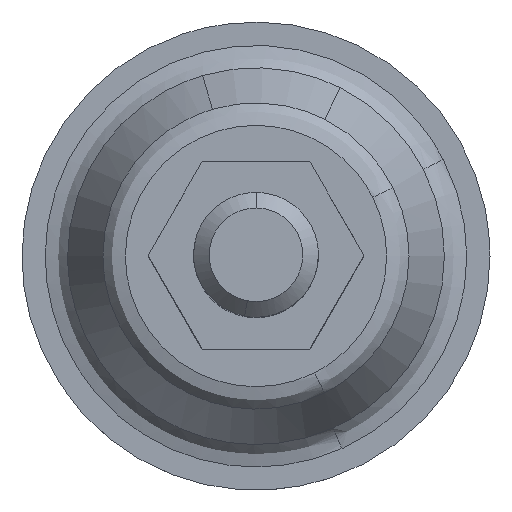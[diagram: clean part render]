
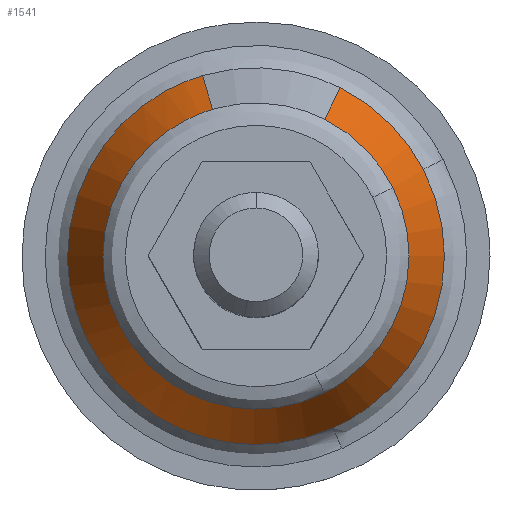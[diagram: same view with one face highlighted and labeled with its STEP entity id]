
A CAD part, top view. The second image highlights one B-rep face of the part: STEP entity #1541.
In plain terms, the highlighted free-form (B-spline) face has degree [2, 1] with [9, 2] control points.
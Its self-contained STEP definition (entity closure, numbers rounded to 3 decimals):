
#1345=CARTESIAN_POINT('',(10.92,21.806,16.051));
#1346=CARTESIAN_POINT('',(20.379,17.069,16.051));
#1347=CARTESIAN_POINT('',(23.383,6.926,16.051));
#1348=CARTESIAN_POINT('',(30.31,-16.457,16.051));
#1349=CARTESIAN_POINT('',(6.926,-23.383,16.051));
#1350=CARTESIAN_POINT('',(-16.457,-30.31,16.051));
#1351=CARTESIAN_POINT('',(-23.383,-6.926,16.051));
#1352=CARTESIAN_POINT('',(-30.31,16.457,16.051));
#1353=CARTESIAN_POINT('',(-6.926,23.383,16.051));
#1354=CARTESIAN_POINT('',(13.583,27.122,3.942));
#1355=CARTESIAN_POINT('',(25.347,21.231,3.942));
#1356=CARTESIAN_POINT('',(29.084,8.615,3.942));
#1357=CARTESIAN_POINT('',(37.699,-20.469,3.942));
#1358=CARTESIAN_POINT('',(8.615,-29.084,3.942));
#1359=CARTESIAN_POINT('',(-20.469,-37.699,3.942));
#1360=CARTESIAN_POINT('',(-29.084,-8.615,3.942));
#1361=CARTESIAN_POINT('',(-37.699,20.469,3.942));
#1362=CARTESIAN_POINT('',(-8.615,29.084,3.942));
#1370=(BOUNDED_SURFACE()B_SPLINE_SURFACE(2,1,((#1345,#1354),(#1346,#1355),(#1347,#1356),(#1348,#1357),(#1349,#1358),(#1350,#1359),(#1351,#1360),(#1352,#1361),(#1353,#1362)),.UNSPECIFIED.,.F.,.F.,.U.)B_SPLINE_SURFACE_WITH_KNOTS((3,2,2,2,3),(2,2),(0.0,26.134,76.392,126.65,176.909),(0.0,13.49),.UNSPECIFIED.)GEOMETRIC_REPRESENTATION_ITEM()RATIONAL_B_SPLINE_SURFACE(((0.854,0.854),(0.848,0.848),(1.0,1.0),(0.707,0.707),(1.0,1.0),(0.707,0.707),(1.0,1.0),(0.707,0.707),(1.0,1.0)))REPRESENTATION_ITEM('')SURFACE());
#1371=CARTESIAN_POINT('',(13.518,26.993,4.237));
#1372=VERTEX_POINT('',#1371);
#1373=CARTESIAN_POINT('',(26.811,13.874,4.237));
#1374=VERTEX_POINT('',#1373);
#1375=CARTESIAN_POINT('',(13.518,26.993,4.237));
#1376=CARTESIAN_POINT('',(22.298,22.596,4.237));
#1377=CARTESIAN_POINT('',(26.811,13.874,4.237));
#1385=(BOUNDED_CURVE()B_SPLINE_CURVE(2,(#1375,#1376,#1377),.UNSPECIFIED.,.F.,.U.)B_SPLINE_CURVE_WITH_KNOTS((3,3),(0.326,0.422),.UNSPECIFIED.)CURVE()GEOMETRIC_REPRESENTATION_ITEM()RATIONAL_B_SPLINE_CURVE((0.876,0.832,0.874))REPRESENTATION_ITEM(''));
#1386=EDGE_CURVE('',#1372,#1374,#1385,.T.);
#1387=ORIENTED_EDGE('',*,*,#1386,.F.);
#1388=CARTESIAN_POINT('',(10.984,21.933,15.763));
#1389=VERTEX_POINT('',#1388);
#1390=CARTESIAN_POINT('',(10.984,21.933,15.763));
#1391=CARTESIAN_POINT('',(13.518,26.993,4.237));
#1392=QUASI_UNIFORM_CURVE('',1,(#1390,#1391),.UNSPECIFIED.,.F.,.U.);
#1393=EDGE_CURVE('',#1389,#1372,#1392,.T.);
#1394=ORIENTED_EDGE('',*,*,#1393,.F.);
#1395=CARTESIAN_POINT('',(21.925,10.998,15.763));
#1396=VERTEX_POINT('',#1395);
#1397=CARTESIAN_POINT('',(10.984,21.933,15.763));
#1398=CARTESIAN_POINT('',(18.271,18.283,15.763));
#1399=CARTESIAN_POINT('',(21.925,10.998,15.763));
#1407=(BOUNDED_CURVE()B_SPLINE_CURVE(2,(#1397,#1398,#1399),.UNSPECIFIED.,.F.,.U.)B_SPLINE_CURVE_WITH_KNOTS((3,3),(0.326,0.424),.UNSPECIFIED.)CURVE()GEOMETRIC_REPRESENTATION_ITEM()RATIONAL_B_SPLINE_CURVE((0.876,0.831,0.876))REPRESENTATION_ITEM(''));
#1408=EDGE_CURVE('',#1389,#1396,#1407,.T.);
#1409=ORIENTED_EDGE('',*,*,#1408,.T.);
#1410=CARTESIAN_POINT('',(24.529,0.0,15.763));
#1411=VERTEX_POINT('',#1410);
#1412=CARTESIAN_POINT('',(21.925,10.998,15.763));
#1413=CARTESIAN_POINT('',(24.529,5.808,15.763));
#1414=CARTESIAN_POINT('',(24.529,0.0,15.763));
#1422=(BOUNDED_CURVE()B_SPLINE_CURVE(2,(#1412,#1413,#1414),.UNSPECIFIED.,.F.,.U.)B_SPLINE_CURVE_WITH_KNOTS((3,3),(0.424,0.5),.UNSPECIFIED.)CURVE()GEOMETRIC_REPRESENTATION_ITEM()RATIONAL_B_SPLINE_CURVE((0.876,0.911,1.0))REPRESENTATION_ITEM(''));
#1423=EDGE_CURVE('',#1396,#1411,#1422,.T.);
#1424=ORIENTED_EDGE('',*,*,#1423,.T.);
#1425=CARTESIAN_POINT('',(10.998,-21.925,15.763));
#1426=VERTEX_POINT('',#1425);
#1427=CARTESIAN_POINT('',(24.529,0.0,15.763));
#1428=CARTESIAN_POINT('',(24.529,-15.138,15.763));
#1429=CARTESIAN_POINT('',(10.998,-21.925,15.763));
#1437=(BOUNDED_CURVE()B_SPLINE_CURVE(2,(#1427,#1428,#1429),.UNSPECIFIED.,.F.,.U.)B_SPLINE_CURVE_WITH_KNOTS((3,3),(0.5,0.674),.UNSPECIFIED.)CURVE()GEOMETRIC_REPRESENTATION_ITEM()RATIONAL_B_SPLINE_CURVE((1.0,0.796,0.876))REPRESENTATION_ITEM(''));
#1438=EDGE_CURVE('',#1411,#1426,#1437,.T.);
#1439=ORIENTED_EDGE('',*,*,#1438,.T.);
#1440=CARTESIAN_POINT('',(-24.529,0.0,15.763));
#1441=VERTEX_POINT('',#1440);
#1442=CARTESIAN_POINT('',(10.998,-21.925,15.763));
#1443=CARTESIAN_POINT('',(5.808,-24.529,15.763));
#1444=CARTESIAN_POINT('',(0.0,-24.529,15.763));
#1445=CARTESIAN_POINT('',(-24.529,-24.529,15.763));
#1446=CARTESIAN_POINT('',(-24.529,0.0,15.763));
#1454=(BOUNDED_CURVE()B_SPLINE_CURVE(2,(#1442,#1443,#1444,#1445,#1446),.UNSPECIFIED.,.F.,.U.)B_SPLINE_CURVE_WITH_KNOTS((3,2,3),(0.674,0.75,1.0),.UNSPECIFIED.)CURVE()GEOMETRIC_REPRESENTATION_ITEM()RATIONAL_B_SPLINE_CURVE((0.876,0.911,1.0,0.707,1.0))REPRESENTATION_ITEM(''));
#1455=EDGE_CURVE('',#1426,#1441,#1454,.T.);
#1456=ORIENTED_EDGE('',*,*,#1455,.T.);
#1457=CARTESIAN_POINT('',(-6.967,23.519,15.763));
#1458=VERTEX_POINT('',#1457);
#1459=CARTESIAN_POINT('',(-24.529,0.0,15.763));
#1460=CARTESIAN_POINT('',(-24.529,18.317,15.763));
#1461=CARTESIAN_POINT('',(-6.967,23.519,15.763));
#1469=(BOUNDED_CURVE()B_SPLINE_CURVE(2,(#1459,#1460,#1461),.UNSPECIFIED.,.F.,.U.)B_SPLINE_CURVE_WITH_KNOTS((3,3),(0.0,0.202),.UNSPECIFIED.)CURVE()GEOMETRIC_REPRESENTATION_ITEM()RATIONAL_B_SPLINE_CURVE((1.0,0.764,0.909))REPRESENTATION_ITEM(''));
#1470=EDGE_CURVE('',#1441,#1458,#1469,.T.);
#1471=ORIENTED_EDGE('',*,*,#1470,.T.);
#1472=CARTESIAN_POINT('',(-8.574,28.945,4.237));
#1473=VERTEX_POINT('',#1472);
#1474=CARTESIAN_POINT('',(-6.967,23.519,15.763));
#1475=CARTESIAN_POINT('',(-8.574,28.945,4.237));
#1476=QUASI_UNIFORM_CURVE('',1,(#1474,#1475),.UNSPECIFIED.,.F.,.U.);
#1477=EDGE_CURVE('',#1458,#1473,#1476,.T.);
#1478=ORIENTED_EDGE('',*,*,#1477,.T.);
#1479=CARTESIAN_POINT('',(-30.188,0.0,4.237));
#1480=VERTEX_POINT('',#1479);
#1481=CARTESIAN_POINT('',(-30.188,0.0,4.237));
#1482=CARTESIAN_POINT('',(-30.188,22.543,4.237));
#1483=CARTESIAN_POINT('',(-8.574,28.945,4.237));
#1491=(BOUNDED_CURVE()B_SPLINE_CURVE(2,(#1481,#1482,#1483),.UNSPECIFIED.,.F.,.U.)B_SPLINE_CURVE_WITH_KNOTS((3,3),(0.0,0.202),.UNSPECIFIED.)CURVE()GEOMETRIC_REPRESENTATION_ITEM()RATIONAL_B_SPLINE_CURVE((1.0,0.764,0.909))REPRESENTATION_ITEM(''));
#1492=EDGE_CURVE('',#1480,#1473,#1491,.T.);
#1493=ORIENTED_EDGE('',*,*,#1492,.F.);
#1494=CARTESIAN_POINT('',(12.318,-27.561,4.237));
#1495=VERTEX_POINT('',#1494);
#1496=CARTESIAN_POINT('',(12.318,-27.561,4.237));
#1497=CARTESIAN_POINT('',(6.439,-30.188,4.237));
#1498=CARTESIAN_POINT('',(0.0,-30.188,4.237));
#1499=CARTESIAN_POINT('',(-30.188,-30.188,4.237));
#1500=CARTESIAN_POINT('',(-30.188,0.0,4.237));
#1508=(BOUNDED_CURVE()B_SPLINE_CURVE(2,(#1496,#1497,#1498,#1499,#1500),.UNSPECIFIED.,.F.,.U.)B_SPLINE_CURVE_WITH_KNOTS((3,2,3),(0.681,0.75,1.0),.UNSPECIFIED.)CURVE()GEOMETRIC_REPRESENTATION_ITEM()RATIONAL_B_SPLINE_CURVE((0.883,0.919,1.0,0.707,1.0))REPRESENTATION_ITEM(''));
#1509=EDGE_CURVE('',#1495,#1480,#1508,.T.);
#1510=ORIENTED_EDGE('',*,*,#1509,.F.);
#1511=CARTESIAN_POINT('',(30.188,0.0,4.237));
#1512=VERTEX_POINT('',#1511);
#1513=CARTESIAN_POINT('',(30.188,0.0,4.237));
#1514=CARTESIAN_POINT('',(30.188,-19.574,4.237));
#1515=CARTESIAN_POINT('',(12.318,-27.561,4.237));
#1523=(BOUNDED_CURVE()B_SPLINE_CURVE(2,(#1513,#1514,#1515),.UNSPECIFIED.,.F.,.U.)B_SPLINE_CURVE_WITH_KNOTS((3,3),(0.5,0.681),.UNSPECIFIED.)CURVE()GEOMETRIC_REPRESENTATION_ITEM()RATIONAL_B_SPLINE_CURVE((1.0,0.788,0.883))REPRESENTATION_ITEM(''));
#1524=EDGE_CURVE('',#1512,#1495,#1523,.T.);
#1525=ORIENTED_EDGE('',*,*,#1524,.F.);
#1526=CARTESIAN_POINT('',(26.811,13.874,4.237));
#1527=CARTESIAN_POINT('',(30.188,7.348,4.237));
#1528=CARTESIAN_POINT('',(30.188,0.0,4.237));
#1536=(BOUNDED_CURVE()B_SPLINE_CURVE(2,(#1526,#1527,#1528),.UNSPECIFIED.,.F.,.U.)B_SPLINE_CURVE_WITH_KNOTS((3,3),(0.422,0.5),.UNSPECIFIED.)CURVE()GEOMETRIC_REPRESENTATION_ITEM()RATIONAL_B_SPLINE_CURVE((0.874,0.908,1.0))REPRESENTATION_ITEM(''));
#1537=EDGE_CURVE('',#1374,#1512,#1536,.T.);
#1538=ORIENTED_EDGE('',*,*,#1537,.F.);
#1539=EDGE_LOOP('',(#1387,#1394,#1409,#1424,#1439,#1456,#1471,#1478,#1493,#1510,#1525,#1538));
#1540=FACE_OUTER_BOUND('',#1539,.T.);
#1541=ADVANCED_FACE('',(#1540),#1370,.T.);
